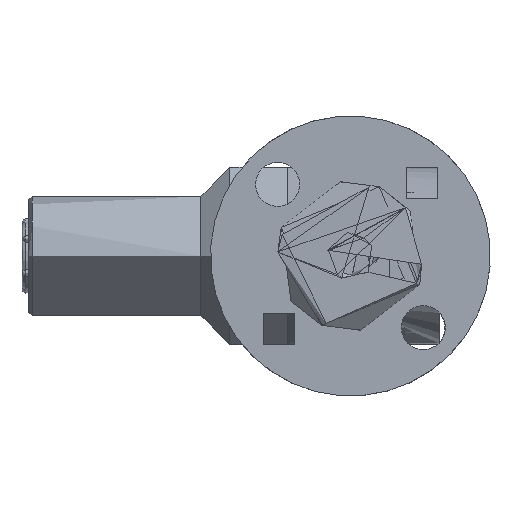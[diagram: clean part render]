
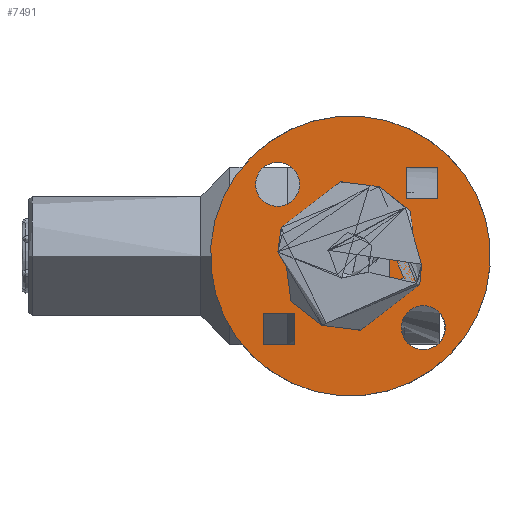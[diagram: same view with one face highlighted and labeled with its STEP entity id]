
A CAD part, left-side view. The second image highlights one B-rep face of the part: STEP entity #7491.
In plain terms, the highlighted face is planar.
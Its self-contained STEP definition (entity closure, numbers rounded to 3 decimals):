
#219 = CARTESIAN_POINT ( 'NONE',  ( 41.077, 0., 6. ) ) ;
#548 = ORIENTED_EDGE ( 'NONE', *, *, #4875, .F. ) ;
#688 = ORIENTED_EDGE ( 'NONE', *, *, #8539, .F. ) ;
#1051 = DIRECTION ( 'NONE',  ( 1., 0., 0. ) ) ;
#1184 = EDGE_LOOP ( 'NONE', ( #7212 ) ) ;
#1455 = CIRCLE ( 'NONE', #11045, 6.462 ) ;
#1959 = CARTESIAN_POINT ( 'NONE',  ( 0., 0., 6. ) ) ;
#2040 = FACE_BOUND ( 'NONE', #10334, .T. ) ;
#2098 = CARTESIAN_POINT ( 'NONE',  ( 0., 30., 6. ) ) ;
#2120 = DIRECTION ( 'NONE',  ( 0., 0., 1. ) ) ;
#2176 = DIRECTION ( 'NONE',  ( 0., 0., 1. ) ) ;
#2295 = DIRECTION ( 'NONE',  ( 1., 0., 0. ) ) ;
#3702 = CARTESIAN_POINT ( 'NONE',  ( 6.462, 30., 6. ) ) ;
#3934 = CARTESIAN_POINT ( 'NONE',  ( -23.538, 0., 6. ) ) ;
#4343 = DIRECTION ( 'NONE',  ( 0., 0., 1. ) ) ;
#4412 = FACE_BOUND ( 'NONE', #11431, .T. ) ;
#4417 = EDGE_LOOP ( 'NONE', ( #13118 ) ) ;
#4582 = EDGE_LOOP ( 'NONE', ( #15318 ) ) ;
#4875 = EDGE_CURVE ( 'NONE', #5929, #5929, #15415, .T. ) ;
#4965 = CARTESIAN_POINT ( 'NONE',  ( 36.462, 0., 6. ) ) ;
#5057 = CARTESIAN_POINT ( 'NONE',  ( 0., -30., 6. ) ) ;
#5286 = DIRECTION ( 'NONE',  ( 1., 0., 0. ) ) ;
#5594 = DIRECTION ( 'NONE',  ( 1., 0., 0. ) ) ;
#5673 = FACE_BOUND ( 'NONE', #4582, .T. ) ;
#5846 = EDGE_CURVE ( 'NONE', #6005, #6005, #7128, .T. ) ;
#5856 = AXIS2_PLACEMENT_3D ( 'NONE', #14057, #11702, #1051 ) ;
#5929 = VERTEX_POINT ( 'NONE', #7124 ) ;
#6005 = VERTEX_POINT ( 'NONE', #4965 ) ;
#6405 = CARTESIAN_POINT ( 'NONE',  ( -30., 0., 6. ) ) ;
#6771 = AXIS2_PLACEMENT_3D ( 'NONE', #5057, #9567, #2295 ) ;
#6797 = ORIENTED_EDGE ( 'NONE', *, *, #15087, .F. ) ;
#6931 = DIRECTION ( 'NONE',  ( 1., 0., 0. ) ) ;
#6999 = AXIS2_PLACEMENT_3D ( 'NONE', #11502, #10409, #5594 ) ;
#7124 = CARTESIAN_POINT ( 'NONE',  ( 16.154, 0., 6. ) ) ;
#7128 = CIRCLE ( 'NONE', #5856, 6.462 ) ;
#7200 = VERTEX_POINT ( 'NONE', #10889 ) ;
#7212 = ORIENTED_EDGE ( 'NONE', *, *, #5846, .F. ) ;
#7270 = AXIS2_PLACEMENT_3D ( 'NONE', #14423, #9706, #7350 ) ;
#7350 = DIRECTION ( 'NONE',  ( 1., 0., 0. ) ) ;
#7491 = ADVANCED_FACE ( 'NONE', ( #5673, #12753, #15287, #2040, #10645, #4412 ), #13077, .T. ) ;
#8055 = DIRECTION ( 'NONE',  ( 1., 0., 0. ) ) ;
#8539 = EDGE_CURVE ( 'NONE', #13386, #13386, #9006, .T. ) ;
#8621 = AXIS2_PLACEMENT_3D ( 'NONE', #1959, #2120, #8055 ) ;
#9006 = CIRCLE ( 'NONE', #11275, 6.462 ) ;
#9567 = DIRECTION ( 'NONE',  ( 0., 0., 1. ) ) ;
#9706 = DIRECTION ( 'NONE',  ( 0., 0., 1. ) ) ;
#10181 = EDGE_CURVE ( 'NONE', #7200, #7200, #15571, .T. ) ;
#10334 = EDGE_LOOP ( 'NONE', ( #548 ) ) ;
#10409 = DIRECTION ( 'NONE',  ( 0., 0., 1. ) ) ;
#10645 = FACE_BOUND ( 'NONE', #1184, .T. ) ;
#10889 = CARTESIAN_POINT ( 'NONE',  ( 6.462, -30., 6. ) ) ;
#11039 = VERTEX_POINT ( 'NONE', #219 ) ;
#11045 = AXIS2_PLACEMENT_3D ( 'NONE', #6405, #4343, #5286 ) ;
#11275 = AXIS2_PLACEMENT_3D ( 'NONE', #2098, #2176, #6931 ) ;
#11431 = EDGE_LOOP ( 'NONE', ( #6797 ) ) ;
#11502 = CARTESIAN_POINT ( 'NONE',  ( 0., 0., 6. ) ) ;
#11529 = CIRCLE ( 'NONE', #7270, 41.077 ) ;
#11702 = DIRECTION ( 'NONE',  ( 0., 0., 1. ) ) ;
#11856 = EDGE_CURVE ( 'NONE', #11039, #11039, #11529, .T. ) ;
#12753 = FACE_BOUND ( 'NONE', #15115, .T. ) ;
#13077 = PLANE ( 'NONE',  #6999 ) ;
#13118 = ORIENTED_EDGE ( 'NONE', *, *, #11856, .T. ) ;
#13386 = VERTEX_POINT ( 'NONE', #3702 ) ;
#14057 = CARTESIAN_POINT ( 'NONE',  ( 30., 0., 6. ) ) ;
#14423 = CARTESIAN_POINT ( 'NONE',  ( 0., 0., 6. ) ) ;
#14737 = VERTEX_POINT ( 'NONE', #3934 ) ;
#15087 = EDGE_CURVE ( 'NONE', #14737, #14737, #1455, .T. ) ;
#15115 = EDGE_LOOP ( 'NONE', ( #688 ) ) ;
#15287 = FACE_OUTER_BOUND ( 'NONE', #4417, .T. ) ;
#15318 = ORIENTED_EDGE ( 'NONE', *, *, #10181, .F. ) ;
#15415 = CIRCLE ( 'NONE', #8621, 16.154 ) ;
#15571 = CIRCLE ( 'NONE', #6771, 6.462 ) ;
